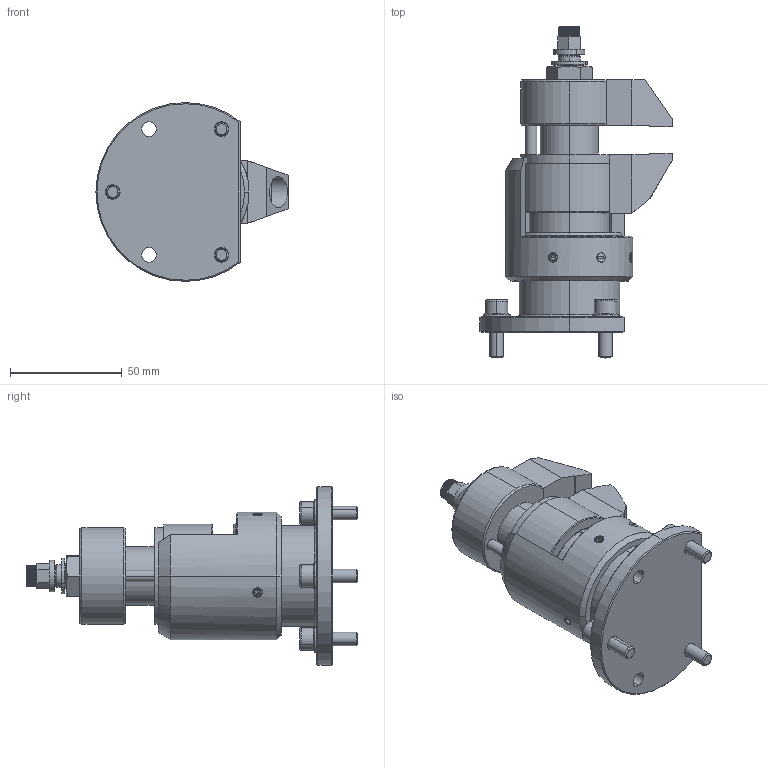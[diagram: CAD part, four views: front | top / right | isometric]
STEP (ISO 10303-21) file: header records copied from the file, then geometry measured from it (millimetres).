
FILE_DESCRIPTION(('STEP AP214'),'1');
FILE_NAME('HALDERN_EH_23320_0010.stp','2019-11-14T12:13:57',('TraceParts'),('TraceParts S.A.'),'Spatial InterOp 3D',' ',' ');
FILE_SCHEMA(('AUTOMOTIVE_DESIGN { 1 0 10303 214 1 1 1 1 }'));
Length unit declared in the file: millimetre
Products named in the file (1): HALDERN_EH_23320_0010_1
Bounding box: 86 x 148.52 x 80 mm (x, y, z)
Volume: 220253.3 mm3; surface area: 88503.4 mm2
Topology: 15 solids, 15 shells, 996 faces, 2577 edges, 1644 vertices
Faces by surface type: plane 476, cylinder 273, cone 212, torus 28, bspline 6, sphere 1
Entity records: 40728 total; most frequent: CARTESIAN_POINT 8924, ORIENTED_EDGE 5126, DIRECTION 4809, EDGE_CURVE 2563, AXIS2_PLACEMENT_3D 1903, VERTEX_POINT 1644, EDGE_LOOP 1077, STYLED_ITEM 1011
